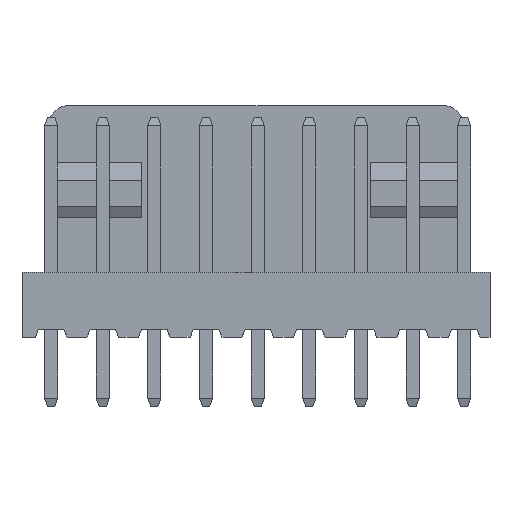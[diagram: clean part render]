
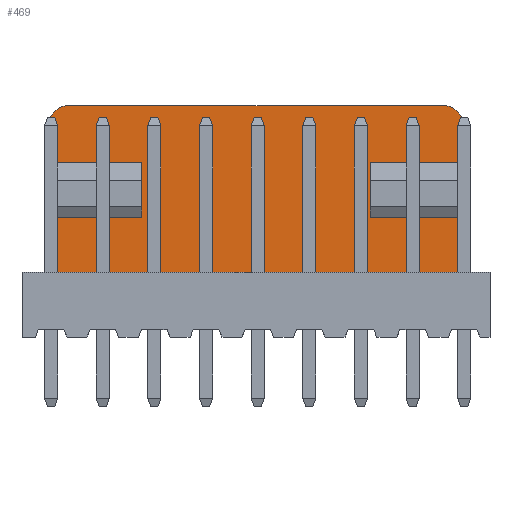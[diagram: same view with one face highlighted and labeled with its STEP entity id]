
A CAD part, top view. The second image highlights one B-rep face of the part: STEP entity #469.
In plain terms, the highlighted planar face has unit normal (0, 0, 1).
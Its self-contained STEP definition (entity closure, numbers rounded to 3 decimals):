
#136 = AXIS2_PLACEMENT_3D ( 'NONE', #3383, #3376, #3371 ) ;
#234 = AXIS2_PLACEMENT_3D ( 'NONE', #1912, #1913, #1914 ) ;
#235 = AXIS2_PLACEMENT_3D ( 'NONE', #1927, #1928, #1929 ) ;
#469 = ADVANCED_FACE ( 'NONE', ( #6044 ), #3385, .T. ) ;
#1324 = LINE ( 'NONE', #1847, #1327 ) ;
#1327 = VECTOR ( 'NONE', #1849, 1000. ) ;
#1369 = LINE ( 'NONE', #1900, #1383 ) ;
#1378 = LINE ( 'NONE', #1906, #1381 ) ;
#1381 = VECTOR ( 'NONE', #1908, 1000. ) ;
#1382 = CIRCLE ( 'NONE', #234, 1. ) ;
#1383 = VECTOR ( 'NONE', #1909, 1000. ) ;
#1384 = LINE ( 'NONE', #1907, #1386 ) ;
#1385 = LINE ( 'NONE', #1915, #1388 ) ;
#1386 = VECTOR ( 'NONE', #1899, 1000. ) ;
#1387 = LINE ( 'NONE', #1917, #1390 ) ;
#1388 = VECTOR ( 'NONE', #1916, 1000. ) ;
#1389 = LINE ( 'NONE', #1919, #1392 ) ;
#1390 = VECTOR ( 'NONE', #1918, 1000. ) ;
#1391 = LINE ( 'NONE', #1921, #1394 ) ;
#1392 = VECTOR ( 'NONE', #1920, 1000. ) ;
#1393 = LINE ( 'NONE', #1923, #1396 ) ;
#1394 = VECTOR ( 'NONE', #1922, 1000. ) ;
#1395 = CIRCLE ( 'NONE', #235, 1. ) ;
#1396 = VECTOR ( 'NONE', #1924, 1000. ) ;
#1398 = LINE ( 'NONE', #1930, #1401 ) ;
#1401 = VECTOR ( 'NONE', #1931, 1000. ) ;
#1424 = LINE ( 'NONE', #1956, #1427 ) ;
#1427 = VECTOR ( 'NONE', #1957, 1000. ) ;
#1436 = LINE ( 'NONE', #1968, #1439 ) ;
#1439 = VECTOR ( 'NONE', #1970, 1000. ) ;
#1847 = CARTESIAN_POINT ( 'NONE',  ( 13.623, 48.254, -4.64 ) ) ;
#1849 = DIRECTION ( 'NONE',  ( 1., 0., 0. ) ) ;
#1899 = DIRECTION ( 'NONE',  ( 0., -1., 0. ) ) ;
#1900 = CARTESIAN_POINT ( 'NONE',  ( 35.343, 53.751, -4.64 ) ) ;
#1906 = CARTESIAN_POINT ( 'NONE',  ( 30.743, 34.311, -4.64 ) ) ;
#1907 = CARTESIAN_POINT ( 'NONE',  ( 35.343, 48.254, -4.64 ) ) ;
#1908 = DIRECTION ( 'NONE',  ( 0., 1., 0. ) ) ;
#1909 = DIRECTION ( 'NONE',  ( 0., -1., 0. ) ) ;
#1912 = CARTESIAN_POINT ( 'NONE',  ( 34.343, 52.751, -4.64 ) ) ;
#1913 = DIRECTION ( 'NONE',  ( 0., 0., 1. ) ) ;
#1914 = DIRECTION ( 'NONE',  ( 1., 0., 0. ) ) ;
#1915 = CARTESIAN_POINT ( 'NONE',  ( 13.623, 45.547, -4.64 ) ) ;
#1916 = DIRECTION ( 'NONE',  ( 1., 0., 0. ) ) ;
#1917 = CARTESIAN_POINT ( 'NONE',  ( 14.923, 48.254, -4.64 ) ) ;
#1918 = DIRECTION ( 'NONE',  ( 0., 1., 0. ) ) ;
#1919 = CARTESIAN_POINT ( 'NONE',  ( 19.523, 34.311, -4.64 ) ) ;
#1920 = DIRECTION ( 'NONE',  ( 0., 1., 0. ) ) ;
#1921 = CARTESIAN_POINT ( 'NONE',  ( 14.923, 53.751, -4.64 ) ) ;
#1922 = DIRECTION ( 'NONE',  ( 0., 1., 0. ) ) ;
#1923 = CARTESIAN_POINT ( 'NONE',  ( 13.623, 53.751, -4.64 ) ) ;
#1924 = DIRECTION ( 'NONE',  ( 1., 0., 0. ) ) ;
#1927 = CARTESIAN_POINT ( 'NONE',  ( 15.923, 52.751, -4.64 ) ) ;
#1928 = DIRECTION ( 'NONE',  ( 0., 0., 1. ) ) ;
#1929 = DIRECTION ( 'NONE',  ( 1., 0., 0. ) ) ;
#1930 = CARTESIAN_POINT ( 'NONE',  ( 13.623, 50.926, -4.64 ) ) ;
#1931 = DIRECTION ( 'NONE',  ( 1., 0., 0. ) ) ;
#1956 = CARTESIAN_POINT ( 'NONE',  ( 13.623, 50.926, -4.64 ) ) ;
#1957 = DIRECTION ( 'NONE',  ( 1., 0., 0. ) ) ;
#1968 = CARTESIAN_POINT ( 'NONE',  ( 13.623, 48.254, -4.64 ) ) ;
#1970 = DIRECTION ( 'NONE',  ( 1., 0., 0. ) ) ;
#2453 = CARTESIAN_POINT ( 'NONE',  ( 34.343, 53.751, -4.64 ) ) ;
#2461 = CARTESIAN_POINT ( 'NONE',  ( 35.343, 50.926, -4.64 ) ) ;
#2475 = CARTESIAN_POINT ( 'NONE',  ( 15.923, 53.751, -4.64 ) ) ;
#2510 = CARTESIAN_POINT ( 'NONE',  ( 14.923, 48.254, -4.64 ) ) ;
#2517 = CARTESIAN_POINT ( 'NONE',  ( 35.343, 48.254, -4.64 ) ) ;
#2522 = CARTESIAN_POINT ( 'NONE',  ( 35.343, 52.751, -4.64 ) ) ;
#2523 = CARTESIAN_POINT ( 'NONE',  ( 30.743, 50.926, -4.64 ) ) ;
#2536 = CARTESIAN_POINT ( 'NONE',  ( 14.923, 50.926, -4.64 ) ) ;
#2551 = CARTESIAN_POINT ( 'NONE',  ( 30.743, 48.254, -4.64 ) ) ;
#2559 = CARTESIAN_POINT ( 'NONE',  ( 19.523, 48.254, -4.64 ) ) ;
#2568 = CARTESIAN_POINT ( 'NONE',  ( 14.923, 52.751, -4.64 ) ) ;
#2576 = CARTESIAN_POINT ( 'NONE',  ( 14.923, 45.547, -4.64 ) ) ;
#2589 = CARTESIAN_POINT ( 'NONE',  ( 35.343, 45.547, -4.64 ) ) ;
#2593 = CARTESIAN_POINT ( 'NONE',  ( 19.523, 50.926, -4.64 ) ) ;
#3371 = DIRECTION ( 'NONE',  ( 1., 0., 0. ) ) ;
#3376 = DIRECTION ( 'NONE',  ( 0., 0., 1. ) ) ;
#3383 = CARTESIAN_POINT ( 'NONE',  ( 13.623, 53.751, -4.64 ) ) ;
#3385 = PLANE ( 'NONE',  #136 ) ;
#3531 = ORIENTED_EDGE ( 'NONE', *, *, #5488, .F. ) ;
#3534 = ORIENTED_EDGE ( 'NONE', *, *, #5511, .T. ) ;
#3536 = ORIENTED_EDGE ( 'NONE', *, *, #5498, .T. ) ;
#3539 = ORIENTED_EDGE ( 'NONE', *, *, #5517, .F. ) ;
#3545 = ORIENTED_EDGE ( 'NONE', *, *, #5491, .T. ) ;
#3554 = ORIENTED_EDGE ( 'NONE', *, *, #5493, .F. ) ;
#3960 = ORIENTED_EDGE ( 'NONE', *, *, #5487, .T. ) ;
#4087 = VERTEX_POINT ( 'NONE', #2461 ) ;
#4089 = VERTEX_POINT ( 'NONE', #2453 ) ;
#4115 = VERTEX_POINT ( 'NONE', #2475 ) ;
#4160 = VERTEX_POINT ( 'NONE', #2510 ) ;
#4169 = VERTEX_POINT ( 'NONE', #2517 ) ;
#4180 = VERTEX_POINT ( 'NONE', #2522 ) ;
#4183 = VERTEX_POINT ( 'NONE', #2523 ) ;
#4202 = VERTEX_POINT ( 'NONE', #2536 ) ;
#4239 = VERTEX_POINT ( 'NONE', #2551 ) ;
#4250 = VERTEX_POINT ( 'NONE', #2568 ) ;
#4251 = VERTEX_POINT ( 'NONE', #2559 ) ;
#4269 = VERTEX_POINT ( 'NONE', #2576 ) ;
#4285 = VERTEX_POINT ( 'NONE', #2589 ) ;
#4286 = VERTEX_POINT ( 'NONE', #2593 ) ;
#4330 = EDGE_LOOP ( 'NONE', ( #5585, #5600, #5569, #3534, #3554, #5582, #5581, #3545, #5567, #3539, #3960, #3536, #3531, #5579 ) ) ;
#5459 = EDGE_CURVE ( 'NONE', #4160, #4251, #1324, .T. ) ;
#5487 = EDGE_CURVE ( 'NONE', #4239, #4183, #1378, .T. ) ;
#5488 = EDGE_CURVE ( 'NONE', #4180, #4087, #1369, .T. ) ;
#5489 = EDGE_CURVE ( 'NONE', #4180, #4089, #1382, .T. ) ;
#5490 = EDGE_CURVE ( 'NONE', #4169, #4285, #1384, .T. ) ;
#5491 = EDGE_CURVE ( 'NONE', #4269, #4285, #1385, .T. ) ;
#5492 = EDGE_CURVE ( 'NONE', #4269, #4160, #1387, .T. ) ;
#5493 = EDGE_CURVE ( 'NONE', #4251, #4286, #1389, .T. ) ;
#5494 = EDGE_CURVE ( 'NONE', #4202, #4250, #1391, .T. ) ;
#5495 = EDGE_CURVE ( 'NONE', #4115, #4089, #1393, .T. ) ;
#5496 = EDGE_CURVE ( 'NONE', #4115, #4250, #1395, .T. ) ;
#5498 = EDGE_CURVE ( 'NONE', #4183, #4087, #1398, .T. ) ;
#5511 = EDGE_CURVE ( 'NONE', #4202, #4286, #1424, .T. ) ;
#5517 = EDGE_CURVE ( 'NONE', #4239, #4169, #1436, .T. ) ;
#5567 = ORIENTED_EDGE ( 'NONE', *, *, #5490, .F. ) ;
#5569 = ORIENTED_EDGE ( 'NONE', *, *, #5494, .F. ) ;
#5579 = ORIENTED_EDGE ( 'NONE', *, *, #5489, .T. ) ;
#5581 = ORIENTED_EDGE ( 'NONE', *, *, #5492, .F. ) ;
#5582 = ORIENTED_EDGE ( 'NONE', *, *, #5459, .F. ) ;
#5585 = ORIENTED_EDGE ( 'NONE', *, *, #5495, .F. ) ;
#5600 = ORIENTED_EDGE ( 'NONE', *, *, #5496, .T. ) ;
#6044 = FACE_OUTER_BOUND ( 'NONE', #4330, .T. ) ;
